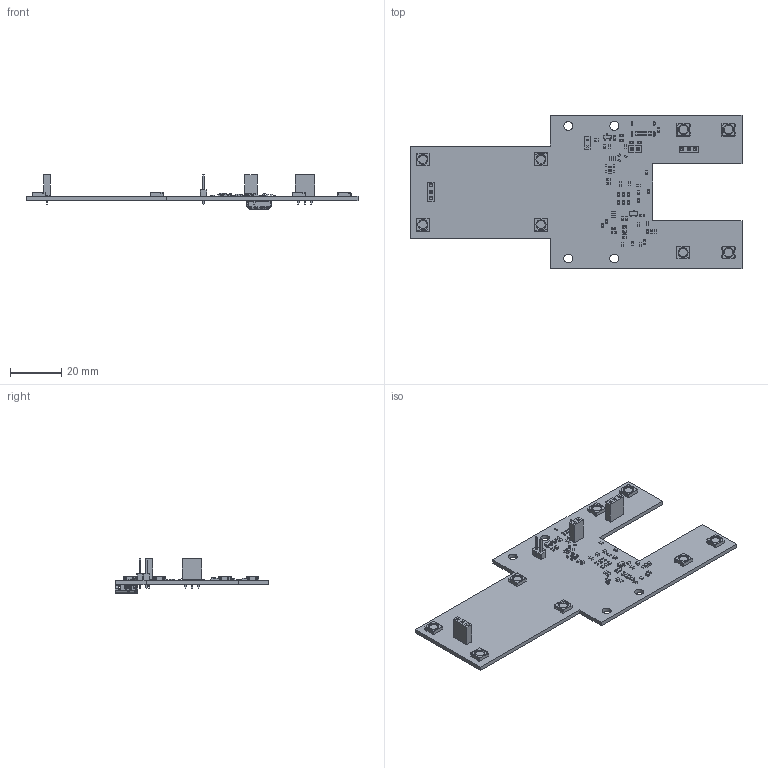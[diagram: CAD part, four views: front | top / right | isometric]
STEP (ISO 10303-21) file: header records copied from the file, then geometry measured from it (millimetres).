
FILE_DESCRIPTION(('KiCad electronic assembly'),'2;1');
FILE_NAME('SHERPENT20250113.step','2025-01-27T09:26:50',('Pcbnew'),( 'Kicad'),'Open CASCADE STEP processor 7.8','KiCad to STEP converter' ,'Unknown');
FILE_SCHEMA(('AUTOMOTIVE_DESIGN { 1 0 10303 214 1 1 1 1 }'));
Length unit declared in the file: millimetre
Products named in the file (32): SHERPENT20250113 1; R_0402_1005Metric; D_0603_1608Metric; D_0603; LED_WS2812B_PLCC4_5.0x5.0mm_P3.2mm; LED_WS2812B_PLCC4_50x50mm_P32mm; C_0603_1608Metric; R_0603_1608Metric; LED_0603_1608Metric; C_0402_1005Metric; Fuse_0603_1608Metric; L_0402_1005Metric; SOT-23; SOT_23; PinHeader_1x02_P2.54mm_Vertical; PinHeader_1x02_P254mm_Vertical; PinSocket_1x03_P2.54mm_Vertical; PinSocket_1x02_P2.54mm_Vertical; L_0603_1608Metric; 2137160001; SHERPENT20250113_PCB
Assembly tree (98 placements, depth 3):
  SHERPENT20250113 1
    R_0402_1005Metric
      R_0402_1005Metric
    D_0603_1608Metric
      D_0603
    LED_WS2812B_PLCC4_5.0x5.0mm_P3.2mm  x8
      LED_WS2812B_PLCC4_50x50mm_P32mm
    C_0603_1608Metric  x18
      C_0603_1608Metric
    R_0603_1608Metric  x33
      R_0603_1608Metric
    LED_0603_1608Metric  x3
      LED_0603_1608Metric
    C_0402_1005Metric  x7
      C_0402_1005Metric
    Fuse_0603_1608Metric
      Fuse_0603_1608Metric
    L_0402_1005Metric  x2
      L_0402_1005Metric
    SOT-23  x2
      SOT_23
    PinHeader_1x02_P2.54mm_Vertical
      PinHeader_1x02_P254mm_Vertical
    PinSocket_1x03_P2.54mm_Vertical  x2
      PinSocket_1x03_P2.54mm_Vertical
    PinSocket_1x02_P2.54mm_Vertical
      PinSocket_1x02_P2.54mm_Vertical
    L_0603_1608Metric
      L_0603_1608Metric
    2137160001
      2137160001
    SHERPENT20250113_PCB
Bounding box: 130.18 x 60.33 x 13.66 mm (x, y, z)
Volume: 10018 mm3; surface area: 14817.8 mm2
Topology: 83 solids, 85 shells, 3948 faces, 11231 edges, 7581 vertices
Faces by surface type: plane 2662, cylinder 1176, bspline 62, cone 20, sphere 20, torus 8
Full cylindrical faces by diameter (mm): 0.4 x16, 1 x10, 3.333 x8, 3.5 x4
Entity records: 65477 total; most frequent: CARTESIAN_POINT 12289, ORIENTED_EDGE 10254, DIRECTION 9898, EDGE_CURVE 5127, LINE 3536, VECTOR 3536, VERTEX_POINT 3519, AXIS2_PLACEMENT_3D 3181
